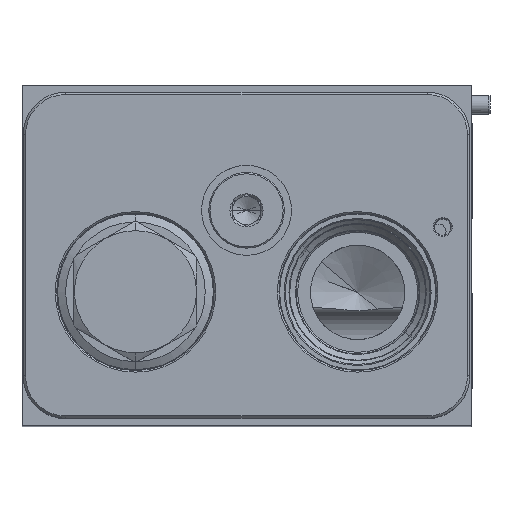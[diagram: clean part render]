
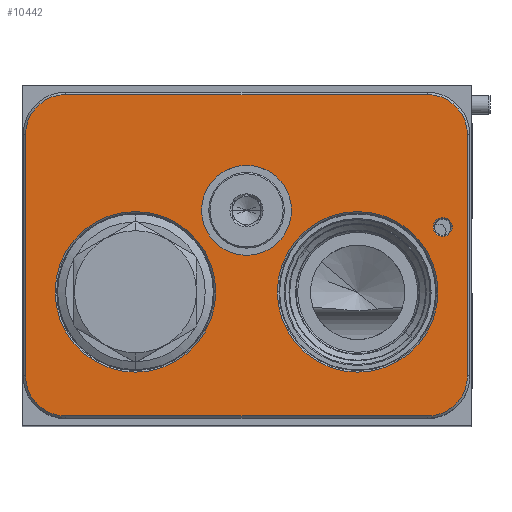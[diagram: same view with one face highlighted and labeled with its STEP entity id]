
A CAD part, top view. The second image highlights one B-rep face of the part: STEP entity #10442.
In plain terms, the highlighted planar face has unit normal (0, 0, 1).
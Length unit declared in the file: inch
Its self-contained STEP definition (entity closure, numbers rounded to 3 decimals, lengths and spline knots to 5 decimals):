
#4310=CARTESIAN_POINT('',(1.5,-2.734,10.25));
#4311=DIRECTION('',(0.,0.,-1.));
#4312=DIRECTION('',(-0.766,0.643,0.));
#4313=AXIS2_PLACEMENT_3D('',#4310,#4311,#4312);
#4315=CARTESIAN_POINT('',(1.5,-2.734,10.25));
#4316=DIRECTION('',(0.,0.,-1.));
#4317=DIRECTION('',(0.766,-0.643,0.));
#4318=AXIS2_PLACEMENT_3D('',#4315,#4316,#4317);
#4320=CARTESIAN_POINT('',(4.438,-2.734,10.25));
#4321=DIRECTION('',(0.,0.,-1.));
#4322=DIRECTION('',(-0.766,0.643,0.));
#4323=AXIS2_PLACEMENT_3D('',#4320,#4321,#4322);
#4325=CARTESIAN_POINT('',(4.438,-2.734,10.25));
#4326=DIRECTION('',(0.,0.,-1.));
#4327=DIRECTION('',(0.766,-0.643,0.));
#4328=AXIS2_PLACEMENT_3D('',#4325,#4326,#4327);
#4330=CARTESIAN_POINT('',(2.969,-1.656,10.25));
#4331=DIRECTION('',(0.,0.,-1.));
#4332=DIRECTION('',(-1.,0.,0.));
#4333=AXIS2_PLACEMENT_3D('',#4330,#4331,#4332);
#4335=CARTESIAN_POINT('',(2.969,-1.656,10.25));
#4336=DIRECTION('',(0.,0.,-1.));
#4337=DIRECTION('',(1.,0.,0.));
#4338=AXIS2_PLACEMENT_3D('',#4335,#4336,#4337);
#4340=CARTESIAN_POINT('',(5.563,-1.875,10.25));
#4341=DIRECTION('',(0.,0.,-1.));
#4342=DIRECTION('',(-0.766,0.643,0.));
#4343=AXIS2_PLACEMENT_3D('',#4340,#4341,#4342);
#4345=CARTESIAN_POINT('',(5.563,-1.875,10.25));
#4346=DIRECTION('',(0.,0.,-1.));
#4347=DIRECTION('',(0.766,-0.643,0.));
#4348=AXIS2_PLACEMENT_3D('',#4345,#4346,#4347);
#4585=CARTESIAN_POINT('',(5.359,-3.844,10.25));
#4586=DIRECTION('',(0.,0.,-1.));
#4587=DIRECTION('',(1.,0.,0.));
#4588=AXIS2_PLACEMENT_3D('',#4585,#4586,#4587);
#4599=DIRECTION('',(0.,-1.,0.));
#4600=VECTOR('',#4599,3.188);
#4601=CARTESIAN_POINT('',(5.89,-0.656,10.25));
#4602=LINE('',#4601,#4600);
#4611=CARTESIAN_POINT('',(5.359,-0.656,10.25));
#4612=DIRECTION('',(0.,0.,-1.));
#4613=DIRECTION('',(0.,1.,0.));
#4614=AXIS2_PLACEMENT_3D('',#4611,#4612,#4613);
#4625=DIRECTION('',(1.,0.,0.));
#4626=VECTOR('',#4625,4.781);
#4627=CARTESIAN_POINT('',(0.578,-0.125,10.25));
#4628=LINE('',#4627,#4626);
#4637=CARTESIAN_POINT('',(0.578,-0.656,10.25));
#4638=DIRECTION('',(0.,0.,-1.));
#4639=DIRECTION('',(-1.,0.,0.));
#4640=AXIS2_PLACEMENT_3D('',#4637,#4638,#4639);
#4651=DIRECTION('',(0.,1.,0.));
#4652=VECTOR('',#4651,3.188);
#4653=CARTESIAN_POINT('',(0.047,-3.844,10.25));
#4654=LINE('',#4653,#4652);
#4659=CARTESIAN_POINT('',(0.578,-3.844,10.25));
#4660=DIRECTION('',(0.,0.,-1.));
#4661=DIRECTION('',(0.,-1.,0.));
#4662=AXIS2_PLACEMENT_3D('',#4659,#4660,#4661);
#4677=DIRECTION('',(-1.,0.,0.));
#4678=VECTOR('',#4677,4.781);
#4679=CARTESIAN_POINT('',(5.359,-4.375,10.25));
#4680=LINE('',#4679,#4678);
#6675=CARTESIAN_POINT('',(2.31354,-3.41664,10.25));
#6677=VERTEX_POINT('',#6675);
#6689=CARTESIAN_POINT('',(0.68646,-2.05136,10.25));
#6690=VERTEX_POINT('',#6689);
#6746=CARTESIAN_POINT('',(5.25154,-3.41664,10.25));
#6748=VERTEX_POINT('',#6746);
#6766=CARTESIAN_POINT('',(3.62446,-2.05136,10.25));
#6767=VERTEX_POINT('',#6766);
#6798=CARTESIAN_POINT('',(2.374,-1.656,10.25));
#6799=CARTESIAN_POINT('',(3.564,-1.656,10.25));
#6800=VERTEX_POINT('',#6798);
#6801=VERTEX_POINT('',#6799);
#6828=CARTESIAN_POINT('',(5.46724,-1.79465,10.25));
#6829=CARTESIAN_POINT('',(5.65876,-1.95535,10.25));
#6830=VERTEX_POINT('',#6828);
#6831=VERTEX_POINT('',#6829);
#6858=CARTESIAN_POINT('',(0.047,-3.844,10.25));
#6859=CARTESIAN_POINT('',(0.047,-0.656,10.25));
#6860=VERTEX_POINT('',#6858);
#6861=VERTEX_POINT('',#6859);
#6866=CARTESIAN_POINT('',(0.578,-0.125,10.25));
#6867=VERTEX_POINT('',#6866);
#6870=CARTESIAN_POINT('',(5.359,-0.125,10.25));
#6871=VERTEX_POINT('',#6870);
#6874=CARTESIAN_POINT('',(5.89,-0.656,10.25));
#6875=VERTEX_POINT('',#6874);
#6878=CARTESIAN_POINT('',(5.89,-3.844,10.25));
#6879=VERTEX_POINT('',#6878);
#6882=CARTESIAN_POINT('',(5.359,-4.375,10.25));
#6883=VERTEX_POINT('',#6882);
#6886=CARTESIAN_POINT('',(0.578,-4.375,10.25));
#6887=VERTEX_POINT('',#6886);
#10397=CARTESIAN_POINT('',(0.,0.,10.25));
#10398=DIRECTION('',(0.,0.,1.));
#10399=DIRECTION('',(1.,0.,0.));
#10400=AXIS2_PLACEMENT_3D('',#10397,#10398,#10399);
#10401=PLANE('',#10400);
#10403=ORIENTED_EDGE('',*,*,#10402,.T.);
#10405=ORIENTED_EDGE('',*,*,#10404,.T.);
#10407=ORIENTED_EDGE('',*,*,#10406,.T.);
#10409=ORIENTED_EDGE('',*,*,#10408,.T.);
#10411=ORIENTED_EDGE('',*,*,#10410,.T.);
#10413=ORIENTED_EDGE('',*,*,#10412,.T.);
#10415=ORIENTED_EDGE('',*,*,#10414,.T.);
#10417=ORIENTED_EDGE('',*,*,#10416,.T.);
#10418=EDGE_LOOP('',(#10403,#10405,#10407,#10409,#10411,#10413,#10415,#10417));
#10419=FACE_OUTER_BOUND('',#10418,.F.);
#10421=ORIENTED_EDGE('',*,*,#10420,.F.);
#10423=ORIENTED_EDGE('',*,*,#10422,.F.);
#10424=EDGE_LOOP('',(#10421,#10423));
#10425=FACE_BOUND('',#10424,.F.);
#10427=ORIENTED_EDGE('',*,*,#10426,.F.);
#10429=ORIENTED_EDGE('',*,*,#10428,.F.);
#10430=EDGE_LOOP('',(#10427,#10429));
#10431=FACE_BOUND('',#10430,.F.);
#10433=ORIENTED_EDGE('',*,*,#10432,.F.);
#10435=ORIENTED_EDGE('',*,*,#10434,.F.);
#10436=EDGE_LOOP('',(#10433,#10435));
#10437=FACE_BOUND('',#10436,.F.);
#10438=ORIENTED_EDGE('',*,*,#10392,.F.);
#10439=ORIENTED_EDGE('',*,*,#10376,.F.);
#10440=EDGE_LOOP('',(#10438,#10439));
#10441=FACE_BOUND('',#10440,.F.);
#10442=ADVANCED_FACE('',(#10419,#10425,#10431,#10437,#10441),#10401,.T.);
#4314=CIRCLE('',#4313,1.062);
#4319=CIRCLE('',#4318,1.062);
#4324=CIRCLE('',#4323,1.062);
#4329=CIRCLE('',#4328,1.062);
#4334=CIRCLE('',#4333,0.595);
#4339=CIRCLE('',#4338,0.595);
#4344=CIRCLE('',#4343,0.125);
#4349=CIRCLE('',#4348,0.125);
#4589=CIRCLE('',#4588,0.531);
#4615=CIRCLE('',#4614,0.531);
#4641=CIRCLE('',#4640,0.531);
#4663=CIRCLE('',#4662,0.531);
#10376=EDGE_CURVE('',#6677,#6690,#4319,.T.);
#10392=EDGE_CURVE('',#6690,#6677,#4314,.T.);
#10402=EDGE_CURVE('',#6879,#6883,#4589,.T.);
#10404=EDGE_CURVE('',#6883,#6887,#4680,.T.);
#10406=EDGE_CURVE('',#6887,#6860,#4663,.T.);
#10408=EDGE_CURVE('',#6860,#6861,#4654,.T.);
#10410=EDGE_CURVE('',#6861,#6867,#4641,.T.);
#10412=EDGE_CURVE('',#6867,#6871,#4628,.T.);
#10414=EDGE_CURVE('',#6871,#6875,#4615,.T.);
#10416=EDGE_CURVE('',#6875,#6879,#4602,.T.);
#10420=EDGE_CURVE('',#6767,#6748,#4324,.T.);
#10422=EDGE_CURVE('',#6748,#6767,#4329,.T.);
#10426=EDGE_CURVE('',#6800,#6801,#4334,.T.);
#10428=EDGE_CURVE('',#6801,#6800,#4339,.T.);
#10432=EDGE_CURVE('',#6830,#6831,#4344,.T.);
#10434=EDGE_CURVE('',#6831,#6830,#4349,.T.);
